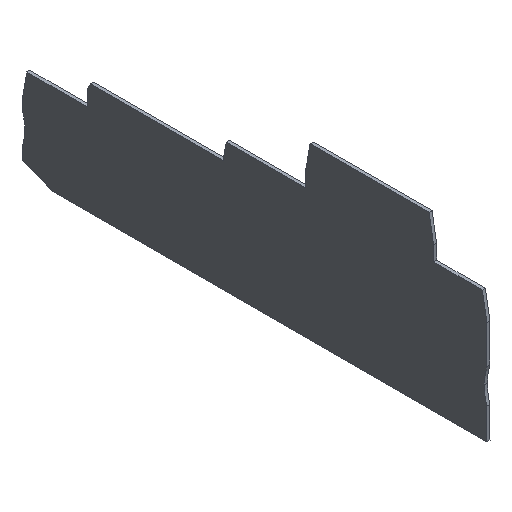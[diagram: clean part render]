
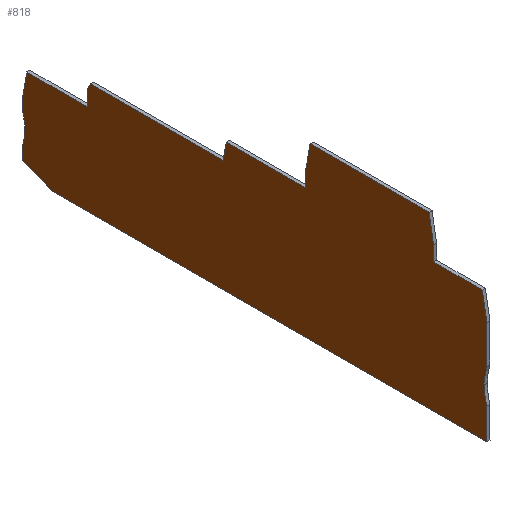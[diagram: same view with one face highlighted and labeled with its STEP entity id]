
A CAD part, isometric view. The second image highlights one B-rep face of the part: STEP entity #818.
In plain terms, the highlighted planar face has unit normal (-1, 0, 0).
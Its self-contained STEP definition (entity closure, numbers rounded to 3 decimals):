
#32=CARTESIAN_POINT('',(0.,121.7,5.764));
#33=VERTEX_POINT('',#32);
#50=CARTESIAN_POINT('',(0.,121.7,2.946));
#51=VERTEX_POINT('',#50);
#58=CARTESIAN_POINT('',(0.,121.7,2.946));
#59=DIRECTION('',(0.,0.,1.));
#60=VECTOR('',#59,2.818);
#61=LINE('',#58,#60);
#62=EDGE_CURVE('',#51,#33,#61,.T.);
#72=CARTESIAN_POINT('',(0.,104.6,23.6));
#73=VERTEX_POINT('',#72);
#90=CARTESIAN_POINT('',(0.,120.443,23.6));
#91=VERTEX_POINT('',#90);
#98=CARTESIAN_POINT('',(0.,120.443,23.6));
#99=DIRECTION('',(-0.,-1.,0.));
#100=VECTOR('',#99,15.843);
#101=LINE('',#98,#100);
#102=EDGE_CURVE('',#91,#73,#101,.T.);
#121=CARTESIAN_POINT('',(0.,113.604,0.));
#122=VERTEX_POINT('',#121);
#129=CARTESIAN_POINT('',(0.,121.7,2.946));
#130=DIRECTION('',(0.,-0.94,-0.342));
#131=VECTOR('',#130,8.615);
#132=LINE('',#129,#131);
#133=EDGE_CURVE('',#51,#122,#132,.T.);
#152=CARTESIAN_POINT('',(0.,-0.,0.));
#153=VERTEX_POINT('',#152);
#160=CARTESIAN_POINT('',(0.,113.604,0.));
#161=DIRECTION('',(-0.,-1.,0.));
#162=VECTOR('',#161,113.604);
#163=LINE('',#160,#162);
#164=EDGE_CURVE('',#122,#153,#163,.T.);
#176=CARTESIAN_POINT('',(0.,103.882,29.2));
#177=VERTEX_POINT('',#176);
#192=CARTESIAN_POINT('',(0.,104.6,27.5));
#193=VERTEX_POINT('',#192);
#200=CARTESIAN_POINT('',(0.,103.882,29.2));
#201=DIRECTION('',(0.,0.389,-0.921));
#202=VECTOR('',#201,1.846);
#203=LINE('',#200,#202);
#204=EDGE_CURVE('',#177,#193,#203,.T.);
#223=CARTESIAN_POINT('',(0.,-0.,8.));
#224=VERTEX_POINT('',#223);
#231=CARTESIAN_POINT('',(0.,-0.,0.));
#232=DIRECTION('',(0.,0.,1.));
#233=VECTOR('',#232,8.);
#234=LINE('',#231,#233);
#235=EDGE_CURVE('',#153,#224,#234,.T.);
#253=CARTESIAN_POINT('',(0.,104.6,27.5));
#254=DIRECTION('',(0.,-0.,-1.));
#255=VECTOR('',#254,3.9);
#256=LINE('',#253,#255);
#257=EDGE_CURVE('',#193,#73,#256,.T.);
#267=CARTESIAN_POINT('',(0.,0.691,12.5));
#268=VERTEX_POINT('',#267);
#277=CARTESIAN_POINT('',(0.,-14.309,12.5));
#278=DIRECTION('',(-1.,0.,0.));
#279=DIRECTION('',(0.,1.,-0.));
#280=AXIS2_PLACEMENT_3D('',#277,#278,#279);
#281=CIRCLE('',#280,15.);
#282=EDGE_CURVE('',#268,#224,#281,.T.);
#300=CARTESIAN_POINT('',(0.,69.06,29.2));
#301=VERTEX_POINT('',#300);
#317=CARTESIAN_POINT('',(0.,103.882,29.2));
#318=DIRECTION('',(-0.,-1.,0.));
#319=VECTOR('',#318,34.821);
#320=LINE('',#317,#319);
#321=EDGE_CURVE('',#177,#301,#320,.T.);
#333=CARTESIAN_POINT('',(0.,0.,17.));
#334=VERTEX_POINT('',#333);
#349=CARTESIAN_POINT('',(0.,0.,26.99));
#350=VERTEX_POINT('',#349);
#357=CARTESIAN_POINT('',(0.,0.,17.));
#358=DIRECTION('',(0.,-0.,1.));
#359=VECTOR('',#358,9.99);
#360=LINE('',#357,#359);
#361=EDGE_CURVE('',#334,#350,#360,.T.);
#371=CARTESIAN_POINT('',(0.,47.5,33.8));
#372=VERTEX_POINT('',#371);
#389=CARTESIAN_POINT('',(0.,68.249,33.8));
#390=VERTEX_POINT('',#389);
#397=CARTESIAN_POINT('',(0.,68.249,33.8));
#398=DIRECTION('',(-0.,-1.,0.));
#399=VECTOR('',#398,20.749);
#400=LINE('',#397,#399);
#401=EDGE_CURVE('',#390,#372,#400,.T.);
#420=CARTESIAN_POINT('',(0.,1.201,33.8));
#421=VERTEX_POINT('',#420);
#428=CARTESIAN_POINT('',(0.,0.,26.99));
#429=DIRECTION('',(0.,0.174,0.985));
#430=VECTOR('',#429,6.915);
#431=LINE('',#428,#430);
#432=EDGE_CURVE('',#350,#421,#431,.T.);
#444=CARTESIAN_POINT('',(0.,47.5,37.59));
#445=VERTEX_POINT('',#444);
#459=CARTESIAN_POINT('',(0.,47.5,37.59));
#460=DIRECTION('',(0.,0.,-1.));
#461=VECTOR('',#460,3.79);
#462=LINE('',#459,#461);
#463=EDGE_CURVE('',#445,#372,#462,.T.);
#482=CARTESIAN_POINT('',(0.,13.95,33.8));
#483=VERTEX_POINT('',#482);
#490=CARTESIAN_POINT('',(0.,13.95,33.8));
#491=DIRECTION('',(-0.,-1.,0.));
#492=VECTOR('',#491,12.749);
#493=LINE('',#490,#492);
#494=EDGE_CURVE('',#483,#421,#493,.T.);
#513=CARTESIAN_POINT('',(0.,13.95,37.59));
#514=VERTEX_POINT('',#513);
#521=CARTESIAN_POINT('',(0.,13.95,33.8));
#522=DIRECTION('',(0.,-0.,1.));
#523=VECTOR('',#522,3.79);
#524=LINE('',#521,#523);
#525=EDGE_CURVE('',#483,#514,#524,.T.);
#537=CARTESIAN_POINT('',(0.,121.65,16.754));
#538=VERTEX_POINT('',#537);
#553=CARTESIAN_POINT('',(0.,121.65,14.675));
#554=VERTEX_POINT('',#553);
#561=CARTESIAN_POINT('',(0.,121.65,14.675));
#562=DIRECTION('',(0.,0.,1.));
#563=VECTOR('',#562,2.079);
#564=LINE('',#561,#563);
#565=EDGE_CURVE('',#554,#538,#564,.T.);
#584=CARTESIAN_POINT('',(0.,15.151,44.4));
#585=VERTEX_POINT('',#584);
#592=CARTESIAN_POINT('',(0.,15.151,44.4));
#593=DIRECTION('',(0.,-0.174,-0.985));
#594=VECTOR('',#593,6.915);
#595=LINE('',#592,#594);
#596=EDGE_CURVE('',#585,#514,#595,.T.);
#614=CARTESIAN_POINT('',(0.,68.249,33.8));
#615=DIRECTION('',(0.,0.174,-0.985));
#616=VECTOR('',#615,4.671);
#617=LINE('',#614,#616);
#618=EDGE_CURVE('',#390,#301,#617,.T.);
#637=CARTESIAN_POINT('',(0.,46.299,44.4));
#638=VERTEX_POINT('',#637);
#645=CARTESIAN_POINT('',(0.,15.151,44.4));
#646=DIRECTION('',(0.,1.,0.));
#647=VECTOR('',#646,31.149);
#648=LINE('',#645,#647);
#649=EDGE_CURVE('',#585,#638,#648,.T.);
#661=CARTESIAN_POINT('',(-0.,120.998,10.3));
#662=VERTEX_POINT('',#661);
#677=CARTESIAN_POINT('',(0.,135.998,10.3));
#678=DIRECTION('',(1.,-0.,0.));
#679=DIRECTION('',(0.,1.,-0.));
#680=AXIS2_PLACEMENT_3D('',#677,#678,#679);
#681=CIRCLE('',#680,15.);
#682=EDGE_CURVE('',#662,#33,#681,.T.);
#700=CARTESIAN_POINT('',(0.,47.5,37.59));
#701=DIRECTION('',(0.,-0.174,0.985));
#702=VECTOR('',#701,6.915);
#703=LINE('',#700,#702);
#704=EDGE_CURVE('',#445,#638,#703,.T.);
#722=CARTESIAN_POINT('',(0.,120.443,23.6));
#723=DIRECTION('',(0.,0.174,-0.985));
#724=VECTOR('',#723,6.951);
#725=LINE('',#722,#724);
#726=EDGE_CURVE('',#91,#538,#725,.T.);
#775=CARTESIAN_POINT('',(0.,29.859,30.598));
#776=DIRECTION('',(-1.,0.,0.));
#777=DIRECTION('',(-0.,-1.,0.));
#778=AXIS2_PLACEMENT_3D('',#775,#776,#777);
#779=PLANE('',#778);
#780=ORIENTED_EDGE('',*,*,#62,.F.);
#781=ORIENTED_EDGE('',*,*,#133,.T.);
#782=ORIENTED_EDGE('',*,*,#164,.T.);
#783=ORIENTED_EDGE('',*,*,#235,.T.);
#784=ORIENTED_EDGE('',*,*,#282,.F.);
#785=CARTESIAN_POINT('',(0.,-14.309,12.5));
#786=DIRECTION('',(-1.,0.,0.));
#787=DIRECTION('',(0.,1.,-0.));
#788=AXIS2_PLACEMENT_3D('',#785,#786,#787);
#789=CIRCLE('',#788,15.);
#790=EDGE_CURVE('',#334,#268,#789,.T.);
#791=ORIENTED_EDGE('',*,*,#790,.F.);
#792=ORIENTED_EDGE('',*,*,#361,.T.);
#793=ORIENTED_EDGE('',*,*,#432,.T.);
#794=ORIENTED_EDGE('',*,*,#494,.F.);
#795=ORIENTED_EDGE('',*,*,#525,.T.);
#796=ORIENTED_EDGE('',*,*,#596,.F.);
#797=ORIENTED_EDGE('',*,*,#649,.T.);
#798=ORIENTED_EDGE('',*,*,#704,.F.);
#799=ORIENTED_EDGE('',*,*,#463,.T.);
#800=ORIENTED_EDGE('',*,*,#401,.F.);
#801=ORIENTED_EDGE('',*,*,#618,.T.);
#802=ORIENTED_EDGE('',*,*,#321,.F.);
#803=ORIENTED_EDGE('',*,*,#204,.T.);
#804=ORIENTED_EDGE('',*,*,#257,.T.);
#805=ORIENTED_EDGE('',*,*,#102,.F.);
#806=ORIENTED_EDGE('',*,*,#726,.T.);
#807=ORIENTED_EDGE('',*,*,#565,.F.);
#808=CARTESIAN_POINT('',(0.,135.998,10.3));
#809=DIRECTION('',(1.,-0.,0.));
#810=DIRECTION('',(0.,1.,-0.));
#811=AXIS2_PLACEMENT_3D('',#808,#809,#810);
#812=CIRCLE('',#811,15.);
#813=EDGE_CURVE('',#554,#662,#812,.T.);
#814=ORIENTED_EDGE('',*,*,#813,.T.);
#815=ORIENTED_EDGE('',*,*,#682,.T.);
#816=EDGE_LOOP('',(#780,#781,#782,#783,#784,#791,#792,#793,#794,#795,#796,#797,#798,#799,#800,#801,#802,#803,#804,#805,#806,#807,#814,#815));
#817=FACE_BOUND('',#816,.T.);
#818=ADVANCED_FACE('',(#817),#779,.T.);
